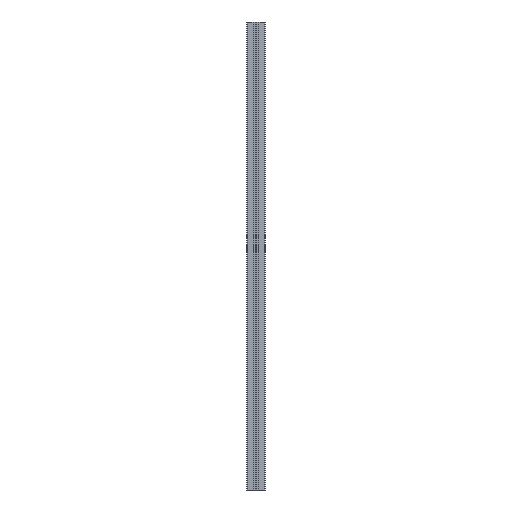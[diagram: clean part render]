
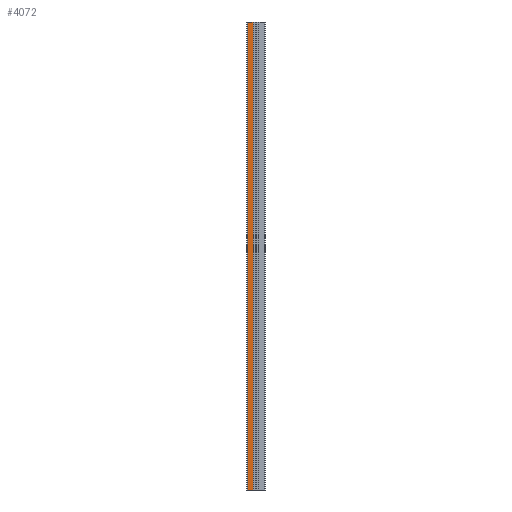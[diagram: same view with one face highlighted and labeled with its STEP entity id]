
A CAD part, left-side view. The second image highlights one B-rep face of the part: STEP entity #4072.
In plain terms, the highlighted planar face has unit normal (-1, 0, 0).
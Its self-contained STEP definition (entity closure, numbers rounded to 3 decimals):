
#21 = EDGE_CURVE ( 'NONE', #5584, #6654, #1140, .T. ) ;
#110 = DIRECTION ( 'NONE',  ( 0., 0., 1. ) ) ;
#448 = ORIENTED_EDGE ( 'NONE', *, *, #3661, .T. ) ;
#1123 = VERTEX_POINT ( 'NONE', #4864 ) ;
#1140 = LINE ( 'NONE', #4300, #11828 ) ;
#2443 = AXIS2_PLACEMENT_3D ( 'NONE', #9418, #6345, #110 ) ;
#2944 = EDGE_LOOP ( 'NONE', ( #6091, #9476, #7229, #448 ) ) ;
#2980 = EDGE_CURVE ( 'NONE', #5584, #9599, #3206, .T. ) ;
#3206 = LINE ( 'NONE', #12341, #8403 ) ;
#3329 = VECTOR ( 'NONE', #4016, 1000. ) ;
#3479 = CARTESIAN_POINT ( 'NONE',  ( -20., 6.3, -1000. ) ) ;
#3602 = EDGE_CURVE ( 'NONE', #9599, #1123, #11591, .T. ) ;
#3661 = EDGE_CURVE ( 'NONE', #6654, #1123, #13369, .T. ) ;
#4016 = DIRECTION ( 'NONE',  ( 0., -1., 0. ) ) ;
#4072 = ADVANCED_FACE ( 'NONE', ( #5639 ), #12532, .T. ) ;
#4300 = CARTESIAN_POINT ( 'NONE',  ( -20., 6.3, -1000. ) ) ;
#4864 = CARTESIAN_POINT ( 'NONE',  ( -20., 6.3, 0. ) ) ;
#5132 = DIRECTION ( 'NONE',  ( 0., 0., 1. ) ) ;
#5584 = VERTEX_POINT ( 'NONE', #5670 ) ;
#5639 = FACE_OUTER_BOUND ( 'NONE', #2944, .T. ) ;
#5670 = CARTESIAN_POINT ( 'NONE',  ( -20., 17.75, -1000. ) ) ;
#6091 = ORIENTED_EDGE ( 'NONE', *, *, #3602, .F. ) ;
#6345 = DIRECTION ( 'NONE',  ( -1., 0., 0. ) ) ;
#6654 = VERTEX_POINT ( 'NONE', #3479 ) ;
#7117 = CARTESIAN_POINT ( 'NONE',  ( -20., 6.3, 0. ) ) ;
#7229 = ORIENTED_EDGE ( 'NONE', *, *, #21, .T. ) ;
#7259 = DIRECTION ( 'NONE',  ( 0., 0., 1. ) ) ;
#7603 = CARTESIAN_POINT ( 'NONE',  ( -20., 17.75, 0. ) ) ;
#8217 = VECTOR ( 'NONE', #7259, 1000. ) ;
#8403 = VECTOR ( 'NONE', #5132, 1000. ) ;
#9418 = CARTESIAN_POINT ( 'NONE',  ( -20., 6.3, -1000. ) ) ;
#9476 = ORIENTED_EDGE ( 'NONE', *, *, #2980, .F. ) ;
#9599 = VERTEX_POINT ( 'NONE', #7603 ) ;
#10535 = DIRECTION ( 'NONE',  ( 0., -1., 0. ) ) ;
#11591 = LINE ( 'NONE', #7117, #3329 ) ;
#11828 = VECTOR ( 'NONE', #10535, 1000. ) ;
#12341 = CARTESIAN_POINT ( 'NONE',  ( -20., 17.75, -1000. ) ) ;
#12532 = PLANE ( 'NONE',  #2443 ) ;
#13369 = LINE ( 'NONE', #13427, #8217 ) ;
#13427 = CARTESIAN_POINT ( 'NONE',  ( -20., 6.3, -1000. ) ) ;
